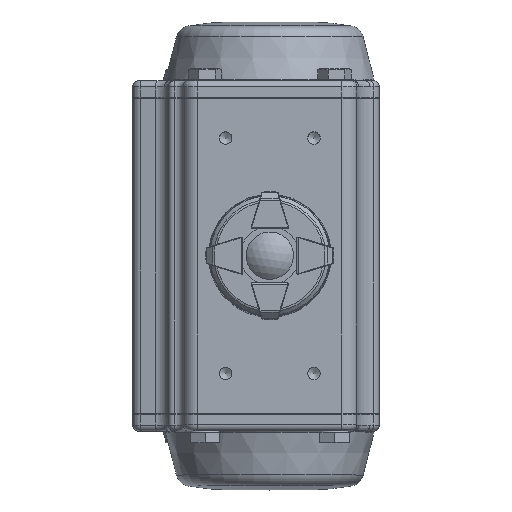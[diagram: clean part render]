
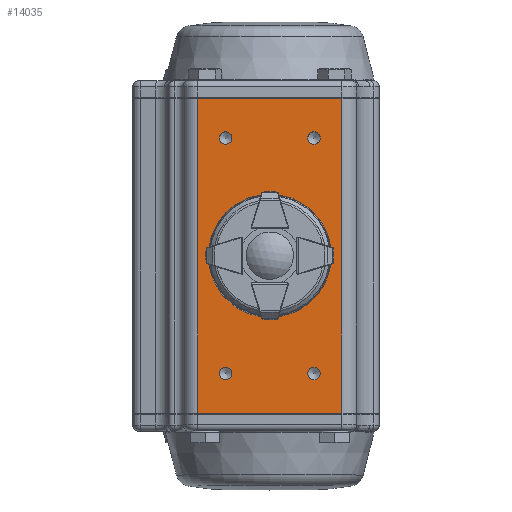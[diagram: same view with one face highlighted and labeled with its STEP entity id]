
A CAD part, top view. The second image highlights one B-rep face of the part: STEP entity #14035.
In plain terms, the highlighted face is planar.
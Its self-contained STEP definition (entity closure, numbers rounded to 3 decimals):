
#1418=LINE('',#24573,#2389);
#1444=LINE('',#24698,#2415);
#1460=LINE('',#24763,#2431);
#1461=LINE('',#24765,#2432);
#2389=VECTOR('',#19273,1000.);
#2415=VECTOR('',#19373,1000.);
#2431=VECTOR('',#19431,1000.);
#2432=VECTOR('',#19434,1000.);
#4727=ORIENTED_EDGE('',*,*,#7795,.F.);
#4728=ORIENTED_EDGE('',*,*,#7890,.F.);
#4729=ORIENTED_EDGE('',*,*,#7857,.T.);
#4730=ORIENTED_EDGE('',*,*,#7891,.T.);
#4731=ORIENTED_EDGE('',*,*,#7752,.T.);
#4732=ORIENTED_EDGE('',*,*,#7750,.F.);
#4733=ORIENTED_EDGE('',*,*,#7748,.F.);
#4734=ORIENTED_EDGE('',*,*,#7746,.F.);
#4735=ORIENTED_EDGE('',*,*,#7744,.F.);
#7744=EDGE_CURVE('',#9562,#9562,#10574,.T.);
#7746=EDGE_CURVE('',#9565,#9565,#10576,.T.);
#7748=EDGE_CURVE('',#9568,#9568,#10578,.T.);
#7750=EDGE_CURVE('',#9571,#9571,#10580,.T.);
#7752=EDGE_CURVE('',#9573,#9573,#10582,.T.);
#7795=EDGE_CURVE('',#9605,#9606,#1418,.T.);
#7857=EDGE_CURVE('',#9668,#9667,#1444,.T.);
#7890=EDGE_CURVE('',#9668,#9605,#1460,.T.);
#7891=EDGE_CURVE('',#9667,#9606,#1461,.T.);
#9562=VERTEX_POINT('',#24460);
#9565=VERTEX_POINT('',#24467);
#9568=VERTEX_POINT('',#24474);
#9571=VERTEX_POINT('',#24481);
#9573=VERTEX_POINT('',#24486);
#9605=VERTEX_POINT('',#24572);
#9606=VERTEX_POINT('',#24574);
#9667=VERTEX_POINT('',#24697);
#9668=VERTEX_POINT('',#24699);
#10574=CIRCLE('',#16560,2.1);
#10576=CIRCLE('',#16564,2.1);
#10578=CIRCLE('',#16568,2.1);
#10580=CIRCLE('',#16572,2.1);
#10582=CIRCLE('',#16575,12.45);
#11592=EDGE_LOOP('',(#4727,#4728,#4729,#4730));
#11593=EDGE_LOOP('',(#4731));
#11594=EDGE_LOOP('',(#4732));
#11595=EDGE_LOOP('',(#4733));
#11596=EDGE_LOOP('',(#4734));
#11597=EDGE_LOOP('',(#4735));
#12689=FACE_BOUND('',#11592,.T.);
#12690=FACE_BOUND('',#11593,.T.);
#12691=FACE_BOUND('',#11594,.T.);
#12692=FACE_BOUND('',#11595,.T.);
#12693=FACE_BOUND('',#11596,.T.);
#12694=FACE_BOUND('',#11597,.T.);
#13493=PLANE('',#16701);
#14035=ADVANCED_FACE('',(#12689,#12690,#12691,#12692,#12693,#12694),#13493,
 .T.);
#16560=AXIS2_PLACEMENT_3D('',#24459,#19158,#19159);
#16564=AXIS2_PLACEMENT_3D('',#24466,#19166,#19167);
#16568=AXIS2_PLACEMENT_3D('',#24473,#19174,#19175);
#16572=AXIS2_PLACEMENT_3D('',#24480,#19182,#19183);
#16575=AXIS2_PLACEMENT_3D('',#24485,#19188,#19189);
#16701=AXIS2_PLACEMENT_3D('',#24901,#19575,#19576);
#19158=DIRECTION('',(0.,1.,0.));
#19159=DIRECTION('',(0.,0.,1.));
#19166=DIRECTION('',(0.,1.,0.));
#19167=DIRECTION('',(0.,0.,1.));
#19174=DIRECTION('',(0.,1.,0.));
#19175=DIRECTION('',(0.,0.,1.));
#19182=DIRECTION('',(0.,1.,0.));
#19183=DIRECTION('',(0.,0.,1.));
#19188=DIRECTION('',(0.,-1.,0.));
#19189=DIRECTION('',(0.,0.,1.));
#19273=DIRECTION('',(1.,0.,0.));
#19373=DIRECTION('',(1.,0.,0.));
#19431=DIRECTION('',(0.,0.,-1.));
#19434=DIRECTION('',(0.,0.,-1.));
#19575=DIRECTION('',(0.,1.,0.));
#19576=DIRECTION('',(1.,0.,0.));
#24459=CARTESIAN_POINT('',(-15.,42.35,40.));
#24460=CARTESIAN_POINT('',(-15.,42.35,42.1));
#24466=CARTESIAN_POINT('',(15.,42.35,40.));
#24467=CARTESIAN_POINT('',(15.,42.35,42.1));
#24473=CARTESIAN_POINT('',(15.,42.35,-40.));
#24474=CARTESIAN_POINT('',(15.,42.35,-37.9));
#24480=CARTESIAN_POINT('',(-15.,42.35,-40.));
#24481=CARTESIAN_POINT('',(-15.,42.35,-37.9));
#24485=CARTESIAN_POINT('',(0.,42.35,0.));
#24486=CARTESIAN_POINT('',(0.,42.35,12.45));
#24572=CARTESIAN_POINT('',(-24.5,42.35,-53.5));
#24573=CARTESIAN_POINT('',(-24.5,42.35,-53.5));
#24574=CARTESIAN_POINT('',(24.5,42.35,-53.5));
#24697=CARTESIAN_POINT('',(24.5,42.35,53.5));
#24698=CARTESIAN_POINT('',(-24.5,42.35,53.5));
#24699=CARTESIAN_POINT('',(-24.5,42.35,53.5));
#24763=CARTESIAN_POINT('',(-24.5,42.35,53.5));
#24765=CARTESIAN_POINT('',(24.5,42.35,53.5));
#24901=CARTESIAN_POINT('',(-24.5,42.35,53.5));
